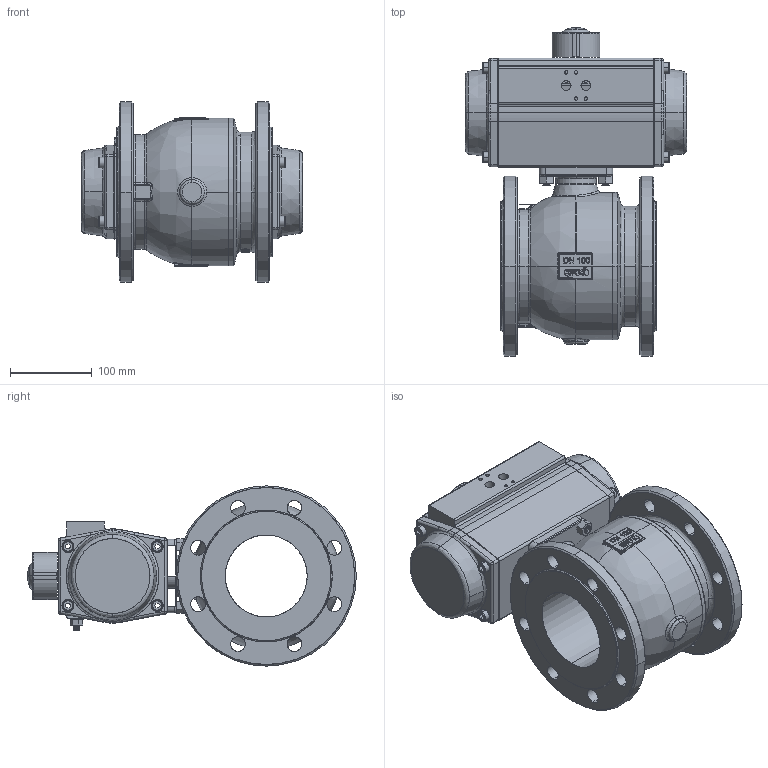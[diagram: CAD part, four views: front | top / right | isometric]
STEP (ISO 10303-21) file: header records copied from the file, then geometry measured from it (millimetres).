
FILE_DESCRIPTION (( 'STEP AP214' ), '1' );
FILE_NAME ('PK04_DN100 (PK04010011).STEP', '2022-03-01T10:59:29', ( '' ), ( '' ), 'SwSTEP 2.0', 'SolidWorks 2021', '' );
FILE_SCHEMA (( 'AUTOMOTIVE_DESIGN' ));
Length unit declared in the file: metre
Products named in the file (1): PK04_DN100 (PK04010011)
Bounding box: 270 x 401.19 x 220 mm (x, y, z)
Surface area: 519584.9 mm2 (no closed solid volume)
Topology: 0 solids, 651 shells, 843 faces, 3923 edges, 3686 vertices
Faces by surface type: cylinder 282, plane 244, bspline 173, cone 125, torus 15, sphere 4
Entity records: 82920 total; most frequent: CARTESIAN_POINT 44416, DIRECTION 5645, ORIENTED_EDGE 4276, EDGE_CURVE 3906, VERTEX_POINT 3686, AXIS2_PLACEMENT_3D 2053, VECTOR 1539, LINE 1539
